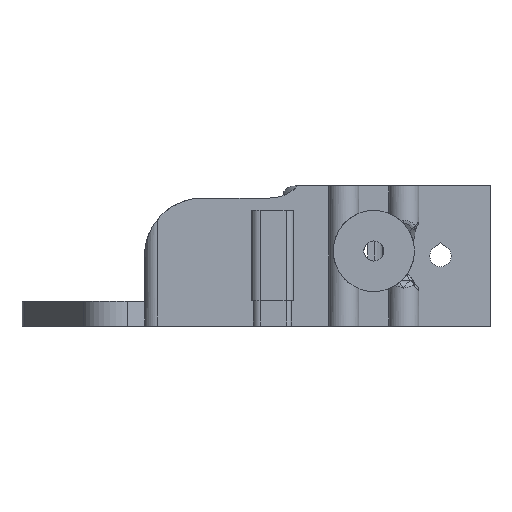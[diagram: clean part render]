
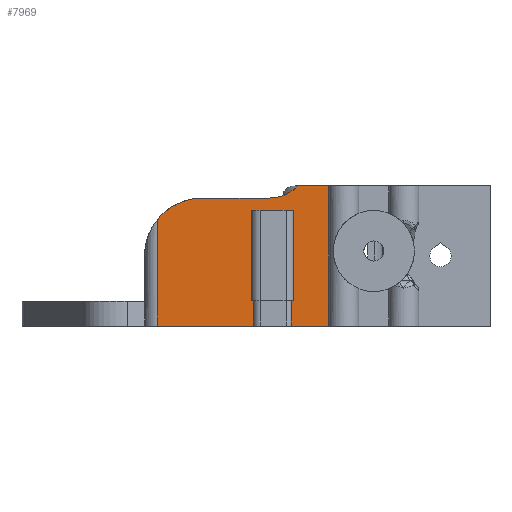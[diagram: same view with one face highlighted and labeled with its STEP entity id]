
A CAD part, front view. The second image highlights one B-rep face of the part: STEP entity #7969.
In plain terms, the highlighted planar face has unit normal (0, -1, 0).
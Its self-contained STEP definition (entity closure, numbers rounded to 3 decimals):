
#973 = VECTOR ( 'NONE', #1569, 1000. ) ;
#976 = LINE ( 'NONE', #1568, #973 ) ;
#1277 = ORIENTED_EDGE ( 'NONE', *, *, #7377, .F. ) ;
#1278 = ORIENTED_EDGE ( 'NONE', *, *, #3875, .T. ) ;
#1279 = ORIENTED_EDGE ( 'NONE', *, *, #3874, .T. ) ;
#1280 = ORIENTED_EDGE ( 'NONE', *, *, #3873, .F. ) ;
#1281 = ORIENTED_EDGE ( 'NONE', *, *, #3872, .T. ) ;
#1282 = ORIENTED_EDGE ( 'NONE', *, *, #3809, .T. ) ;
#1283 = ORIENTED_EDGE ( 'NONE', *, *, #3871, .F. ) ;
#1284 = ORIENTED_EDGE ( 'NONE', *, *, #3870, .F. ) ;
#1285 = ORIENTED_EDGE ( 'NONE', *, *, #3869, .F. ) ;
#1286 = ORIENTED_EDGE ( 'NONE', *, *, #3868, .F. ) ;
#1287 = ORIENTED_EDGE ( 'NONE', *, *, #3853, .T. ) ;
#1568 = CARTESIAN_POINT ( 'NONE',  ( 54.972, 0., 5.1 ) ) ;
#1569 = DIRECTION ( 'NONE',  ( 1., 0., 0. ) ) ;
#1840 = EDGE_LOOP ( 'NONE', ( #1287, #1286, #1285, #1284, #1283, #1282, #1281 ) ) ;
#1922 = EDGE_LOOP ( 'NONE', ( #1280, #1279, #1278, #1277 ) ) ;
#2212 = FACE_OUTER_BOUND ( 'NONE', #1840, .T. ) ;
#2215 = FACE_BOUND ( 'NONE', #1922, .T. ) ;
#2576 = AXIS2_PLACEMENT_3D ( 'NONE', #3264, #3268, #3269 ) ;
#3263 = PLANE ( 'NONE',  #2576 ) ;
#3264 = CARTESIAN_POINT ( 'NONE',  ( 0., 0., 0. ) ) ;
#3268 = DIRECTION ( 'NONE',  ( 0., -1., 0. ) ) ;
#3269 = DIRECTION ( 'NONE',  ( 0., 0., -1. ) ) ;
#3809 = EDGE_CURVE ( 'NONE', #5982, #5988, #8725, .T. ) ;
#3853 = EDGE_CURVE ( 'NONE', #4050, #4039, #8772, .T. ) ;
#3868 = EDGE_CURVE ( 'NONE', #8603, #4039, #8791, .T. ) ;
#3869 = EDGE_CURVE ( 'NONE', #8602, #8603, #8793, .T. ) ;
#3870 = EDGE_CURVE ( 'NONE', #8609, #8602, #8795, .T. ) ;
#3871 = EDGE_CURVE ( 'NONE', #5982, #8609, #8787, .T. ) ;
#3872 = EDGE_CURVE ( 'NONE', #5988, #4050, #8798, .T. ) ;
#3873 = EDGE_CURVE ( 'NONE', #8611, #4053, #8799, .T. ) ;
#3874 = EDGE_CURVE ( 'NONE', #8611, #8614, #8796, .T. ) ;
#3875 = EDGE_CURVE ( 'NONE', #8614, #8615, #8801, .T. ) ;
#4039 = VERTEX_POINT ( 'NONE', #8353 ) ;
#4050 = VERTEX_POINT ( 'NONE', #8364 ) ;
#4053 = VERTEX_POINT ( 'NONE', #8367 ) ;
#5982 = VERTEX_POINT ( 'NONE', #8526 ) ;
#5988 = VERTEX_POINT ( 'NONE', #8532 ) ;
#6299 = AXIS2_PLACEMENT_3D ( 'NONE', #8324, #8325, #8326 ) ;
#6300 = AXIS2_PLACEMENT_3D ( 'NONE', #8330, #8331, #8332 ) ;
#7263 = CARTESIAN_POINT ( 'NONE',  ( 58.972, 0., 23.12 ) ) ;
#7264 = CARTESIAN_POINT ( 'NONE',  ( 54.125, 0., 25.575 ) ) ;
#7265 = CARTESIAN_POINT ( 'NONE',  ( 59.801, 0., 28. ) ) ;
#7271 = CARTESIAN_POINT ( 'NONE',  ( 40.788, 0., 25.575 ) ) ;
#7273 = CARTESIAN_POINT ( 'NONE',  ( 54.972, 0., 23.12 ) ) ;
#7275 = CARTESIAN_POINT ( 'NONE',  ( 58.972, 0., 5.1 ) ) ;
#7377 = EDGE_CURVE ( 'NONE', #4053, #8615, #976, .T. ) ;
#7969 = ADVANCED_FACE ( 'NONE', ( #2212, #2215 ), #3263, .T. ) ;
#8073 = DIRECTION ( 'NONE',  ( 0., 0., -1. ) ) ;
#8074 = CARTESIAN_POINT ( 'NONE',  ( 31.692, 0., 28. ) ) ;
#8227 = CARTESIAN_POINT ( 'NONE',  ( 66., 0., -6.708 ) ) ;
#8248 = DIRECTION ( 'NONE',  ( 0., 0., 1. ) ) ;
#8316 = CARTESIAN_POINT ( 'NONE',  ( 54.125, 0., 25.575 ) ) ;
#8317 = DIRECTION ( 'NONE',  ( 1., 0., 0. ) ) ;
#8321 = CARTESIAN_POINT ( 'NONE',  ( 0., 0., 28. ) ) ;
#8322 = DIRECTION ( 'NONE',  ( 1., 0., 0. ) ) ;
#8323 = DIRECTION ( 'NONE',  ( 1., 0., 0. ) ) ;
#8324 = CARTESIAN_POINT ( 'NONE',  ( 54.125, 0., 33.433 ) ) ;
#8325 = DIRECTION ( 'NONE',  ( 0., -1., 0. ) ) ;
#8326 = DIRECTION ( 'NONE',  ( 0., 0., -1. ) ) ;
#8327 = CARTESIAN_POINT ( 'NONE',  ( 0., 0., 0. ) ) ;
#8328 = CARTESIAN_POINT ( 'NONE',  ( 58.972, 0., 23.12 ) ) ;
#8329 = CARTESIAN_POINT ( 'NONE',  ( 54.972, 0., 23.12 ) ) ;
#8330 = CARTESIAN_POINT ( 'NONE',  ( 40.788, 0., 13.979 ) ) ;
#8331 = DIRECTION ( 'NONE',  ( 0., 1., 0. ) ) ;
#8332 = DIRECTION ( 'NONE',  ( 0., 0., -1. ) ) ;
#8333 = CARTESIAN_POINT ( 'NONE',  ( 54.972, 0., 23.12 ) ) ;
#8335 = DIRECTION ( 'NONE',  ( 0., 0., -1. ) ) ;
#8336 = DIRECTION ( 'NONE',  ( 1., 0., 0. ) ) ;
#8338 = DIRECTION ( 'NONE',  ( 0., 0., -1. ) ) ;
#8353 = CARTESIAN_POINT ( 'NONE',  ( 66., 0., 28. ) ) ;
#8364 = CARTESIAN_POINT ( 'NONE',  ( 66., 0., 0. ) ) ;
#8367 = CARTESIAN_POINT ( 'NONE',  ( 54.972, 0., 5.1 ) ) ;
#8526 = CARTESIAN_POINT ( 'NONE',  ( 31.692, 0., 21.172 ) ) ;
#8532 = CARTESIAN_POINT ( 'NONE',  ( 31.692, 0., 0. ) ) ;
#8602 = VERTEX_POINT ( 'NONE', #7264 ) ;
#8603 = VERTEX_POINT ( 'NONE', #7265 ) ;
#8609 = VERTEX_POINT ( 'NONE', #7271 ) ;
#8611 = VERTEX_POINT ( 'NONE', #7273 ) ;
#8614 = VERTEX_POINT ( 'NONE', #7263 ) ;
#8615 = VERTEX_POINT ( 'NONE', #7275 ) ;
#8725 = LINE ( 'NONE', #8074, #8727 ) ;
#8727 = VECTOR ( 'NONE', #8073, 1000. ) ;
#8772 = LINE ( 'NONE', #8227, #8775 ) ;
#8775 = VECTOR ( 'NONE', #8248, 1000. ) ;
#8787 = CIRCLE ( 'NONE', #6300, 11.596 ) ;
#8791 = LINE ( 'NONE', #8321, #8794 ) ;
#8793 = CIRCLE ( 'NONE', #6299, 7.857 ) ;
#8794 = VECTOR ( 'NONE', #8322, 1000. ) ;
#8795 = LINE ( 'NONE', #8316, #8797 ) ;
#8796 = LINE ( 'NONE', #8329, #8804 ) ;
#8797 = VECTOR ( 'NONE', #8317, 1000. ) ;
#8798 = LINE ( 'NONE', #8327, #8800 ) ;
#8799 = LINE ( 'NONE', #8333, #8802 ) ;
#8800 = VECTOR ( 'NONE', #8323, 1000. ) ;
#8801 = LINE ( 'NONE', #8328, #8806 ) ;
#8802 = VECTOR ( 'NONE', #8335, 1000. ) ;
#8804 = VECTOR ( 'NONE', #8336, 1000. ) ;
#8806 = VECTOR ( 'NONE', #8338, 1000. ) ;
